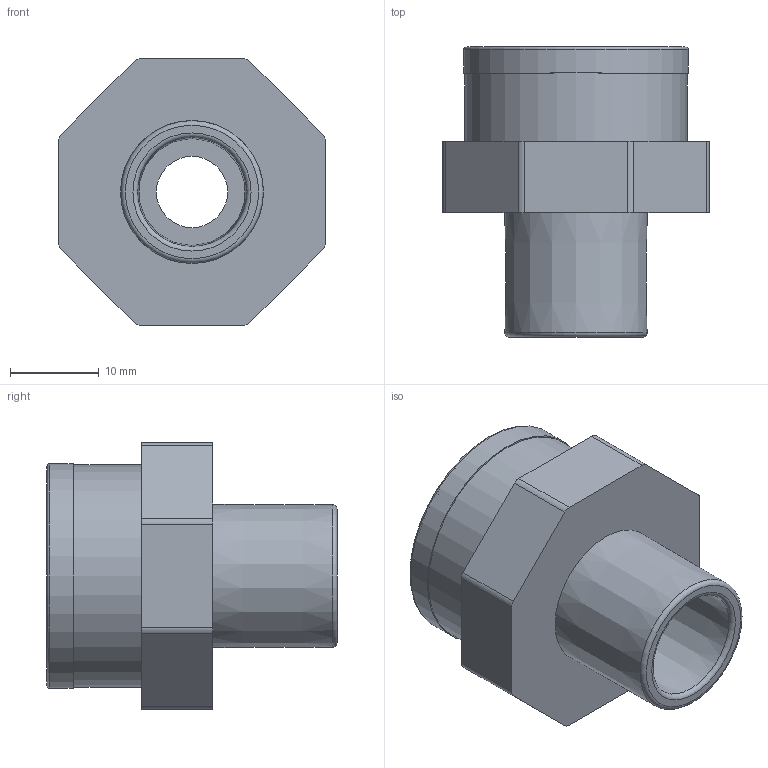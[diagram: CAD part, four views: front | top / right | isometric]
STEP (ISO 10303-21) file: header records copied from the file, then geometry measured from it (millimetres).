
FILE_DESCRIPTION(/* description */ (''),/* implementation_level */ '2;1');
FILE_NAME(/* name */ 'AF0351.012.016.step',/* time_stamp */ '2026-01-22T10:59:47+01:00',/* author */ (''),/* organization */ (''),/* preprocessor_version */ 'ST-DEVELOPER v20.1',/* originating_system */ 'Autodesk Translation Framework v14.21.0.0',/* authorisation */ '');
FILE_SCHEMA (('AUTOMOTIVE_DESIGN { 1 0 10303 214 3 1 1 }','AP242_MANAGED_MODEL_BASED_3D_ENGINEERING_MIM_LF { 1 0 10303 442 3 1 4 }'));
Length unit declared in the file: millimetre
Products named in the file (1): AF0351.012.016
Bounding box: 30 x 32.64 x 30 mm (x, y, z)
Volume: 9490 mm3; surface area: 6358 mm2
Topology: 2 solids, 2 shells, 62 faces, 151 edges, 99 vertices
Faces by surface type: cylinder 33, plane 19, torus 6, cone 2, bspline 2
Full cylindrical faces by diameter (mm): 8 x1, 14.95 x8, 16.662 x8, 18 x1, 18.045 x1, 25 x1, 25.02 x1, 25.298 x1
Entity records: 6031 total; most frequent: CARTESIAN_POINT 4550, ORIENTED_EDGE 302, DIRECTION 280, EDGE_CURVE 151, AXIS2_PLACEMENT_3D 111, VERTEX_POINT 99, EDGE_LOOP 72, FACE_OUTER_BOUND 62
